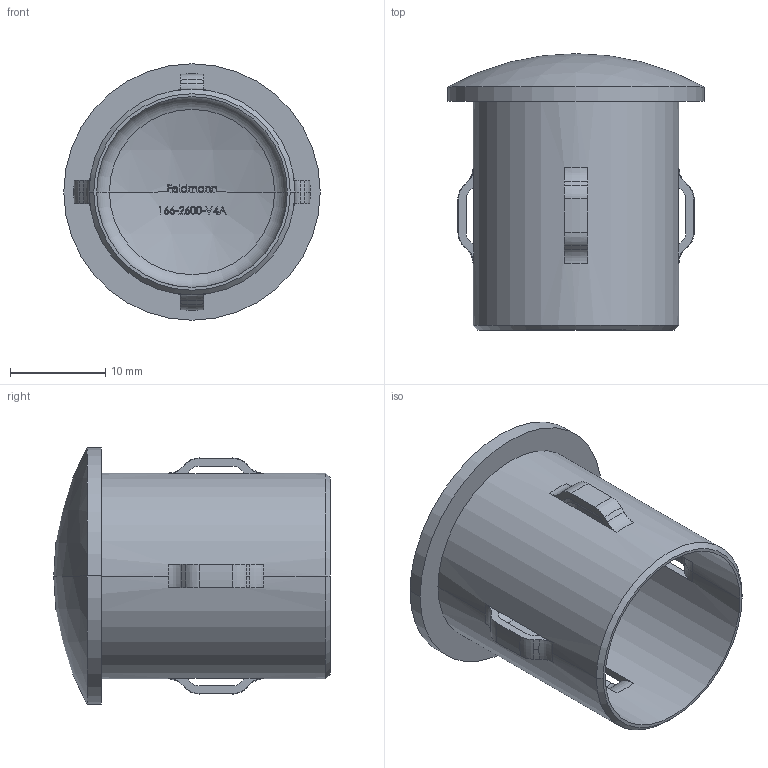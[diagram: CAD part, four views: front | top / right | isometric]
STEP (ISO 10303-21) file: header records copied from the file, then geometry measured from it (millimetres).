
FILE_DESCRIPTION (( 'STEP AP203' ), '1' );
FILE_NAME ('166-2600-V4A.STEP', '2018-12-06T07:57:40', ( '' ), ( '' ), 'SwSTEP 2.0', 'SolidWorks 2015', '' );
FILE_SCHEMA (( 'CONFIG_CONTROL_DESIGN' ));
Length unit declared in the file: millimetre
Products named in the file (1): 166-2600-V4A
Bounding box: 26.9 x 29 x 26.9 mm (x, y, z)
Volume: 2354 mm3; surface area: 4629.3 mm2
Topology: 1 solids, 1 shells, 354 faces, 964 edges, 624 vertices
Faces by surface type: plane 132, bspline 99, sphere 43, torus 42, cone 22, cylinder 16
Entity records: 15833 total; most frequent: CARTESIAN_POINT 7385, ORIENTED_EDGE 1928, DIRECTION 1517, EDGE_CURVE 964, VERTEX_POINT 624, AXIS2_PLACEMENT_3D 619, EDGE_LOOP 382, CIRCLE 363
